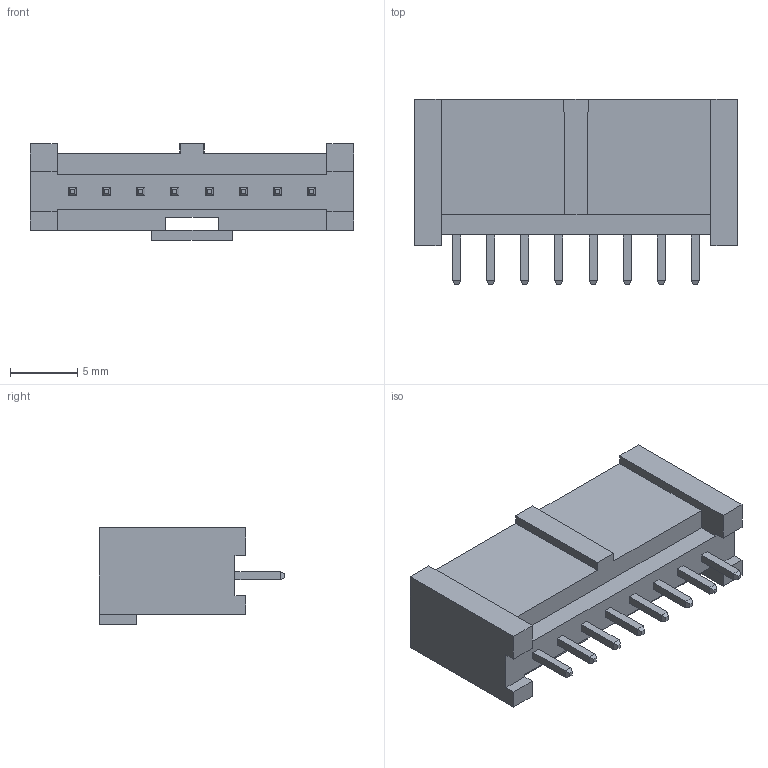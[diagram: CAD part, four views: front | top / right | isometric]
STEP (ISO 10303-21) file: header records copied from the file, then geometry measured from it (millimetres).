
FILE_DESCRIPTION (( 'STEP AP203' ), '1' );
FILE_NAME ('ﾑﾍﾏ394-8ﾂﾏ21-1.STEP', '2018-07-23T06:50:47', ( '' ), ( '' ), 'SwSTEP 2.0', 'SolidWorks 2015', '' );
FILE_SCHEMA (( 'CONFIG_CONTROL_DESIGN' ));
Length unit declared in the file: millimetre
Products named in the file (1): ﾑﾍﾏ394-8ﾂﾏ21-1
Bounding box: 24.1 x 13.8 x 7.2 mm (x, y, z)
Volume: 743.7 mm3; surface area: 1509.5 mm2
Topology: 1 solids, 1 shells, 199 faces, 470 edges, 288 vertices
Faces by surface type: plane 199
Entity records: 5577 total; most frequent: CARTESIAN_POINT 958, ORIENTED_EDGE 940, DIRECTION 870, EDGE_CURVE 470, LINE 470, VECTOR 470, VERTEX_POINT 288, EDGE_LOOP 216
